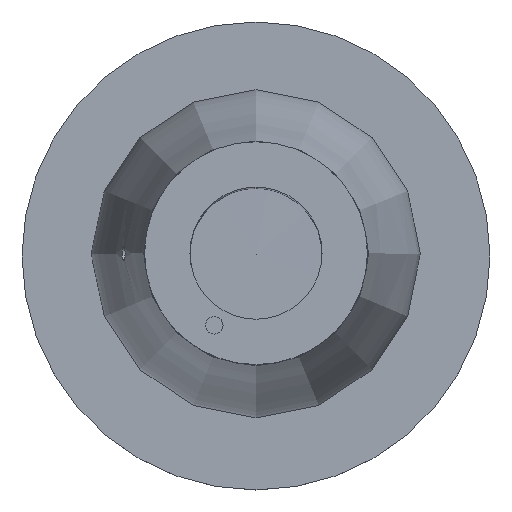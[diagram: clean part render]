
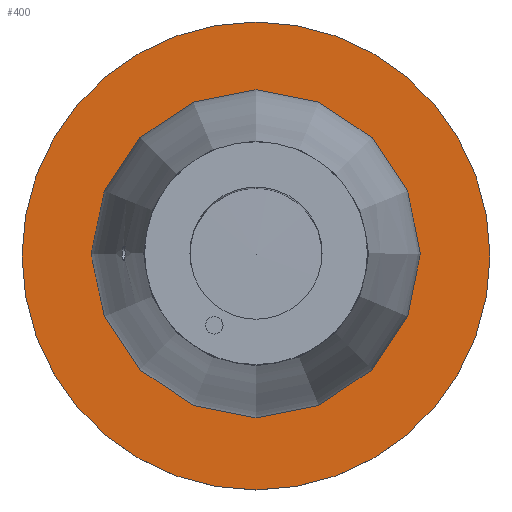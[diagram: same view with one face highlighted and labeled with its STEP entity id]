
A CAD part, top view. The second image highlights one B-rep face of the part: STEP entity #400.
In plain terms, the highlighted planar face has unit normal (0, 0, 1).
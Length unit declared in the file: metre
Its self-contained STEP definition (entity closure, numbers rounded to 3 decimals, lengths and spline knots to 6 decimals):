
#16=PLANE('',#464);
#91=ORIENTED_EDGE('',*,*,#152,.T.);
#92=ORIENTED_EDGE('',*,*,#153,.F.);
#152=EDGE_CURVE('',#190,#190,#220,.T.);
#153=EDGE_CURVE('',#191,#191,#221,.T.);
#190=VERTEX_POINT('',#3168);
#191=VERTEX_POINT('',#3170);
#220=CIRCLE('',#465,0.38237);
#221=CIRCLE('',#466,0.045874);
#270=EDGE_LOOP('',(#91));
#271=EDGE_LOOP('',(#92));
#345=FACE_BOUND('',#270,.T.);
#346=FACE_BOUND('',#271,.T.);
#400=ADVANCED_FACE('',(#345,#346),#16,.T.);
#464=AXIS2_PLACEMENT_3D('',#3166,#559,#560);
#465=AXIS2_PLACEMENT_3D('',#3167,#561,#562);
#466=AXIS2_PLACEMENT_3D('',#3169,#563,#564);
#559=DIRECTION('',(0.,0.,1.));
#560=DIRECTION('',(1.,0.,0.));
#561=DIRECTION('',(0.,0.,1.));
#562=DIRECTION('',(1.,0.,0.));
#563=DIRECTION('',(0.,0.,1.));
#564=DIRECTION('',(1.,0.,0.));
#3166=CARTESIAN_POINT('',(-0.214122,0.,-1.771273));
#3167=CARTESIAN_POINT('',(0.,0.,-1.771273));
#3168=CARTESIAN_POINT('',(0.38237,0.,-1.771273));
#3169=CARTESIAN_POINT('',(0.,0.,-1.771273));
#3170=CARTESIAN_POINT('',(0.045874,0.,-1.771273));
